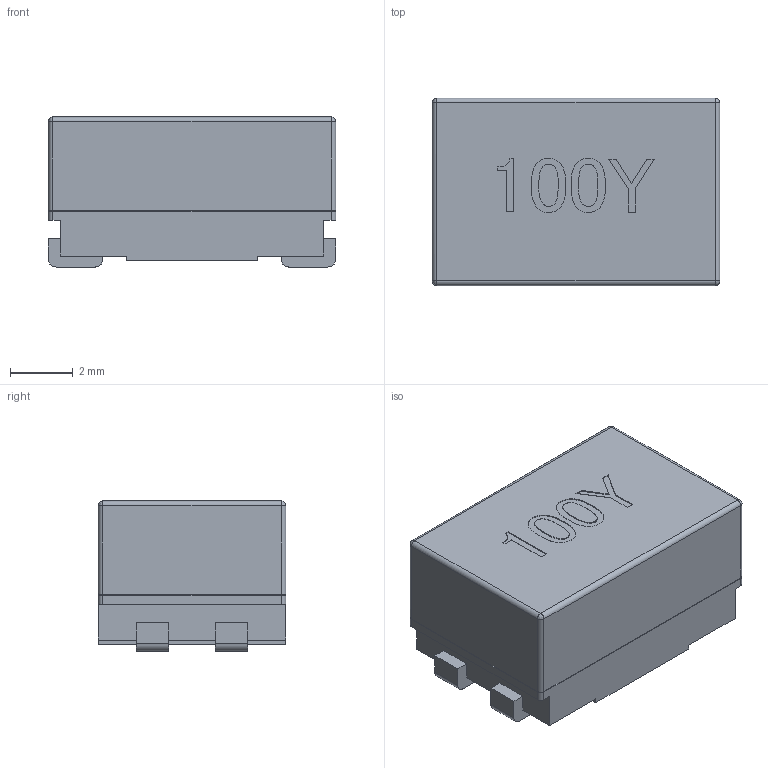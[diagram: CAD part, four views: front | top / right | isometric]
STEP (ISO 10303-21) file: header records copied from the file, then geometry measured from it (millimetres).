
FILE_DESCRIPTION(('STEP AP214'),'1');
FILE_NAME('srf0905-202y.stp','2017-04-27T15:37:22',('TraceParts'),('TraceParts S.A.'),'Spatial InterOp 3D',' ',' ');
FILE_SCHEMA(('automotive_design'));
Length unit declared in the file: millimetre
Products named in the file (6): srf0905-202y_1; srf0905-202y_2; srf0905-202y_3; srf0905-202y_4; srf0905-202y_5; srf0905-202y_6
Bounding box: 9.2 x 6 x 4.8 mm (x, y, z)
Volume: 151.7 mm3; surface area: 447.1 mm2
Topology: 6 solids, 6 shells, 157 faces, 402 edges, 264 vertices
Faces by surface type: bspline 157
Entity records: 4573 total; most frequent: CARTESIAN_POINT 2017, ORIENTED_EDGE 804, EDGE_CURVE 402, B_SPLINE_CURVE_WITH_KNOTS 360, VERTEX_POINT 264, EDGE_LOOP 164, ADVANCED_FACE 157, FACE_OUTER_BOUND 157
